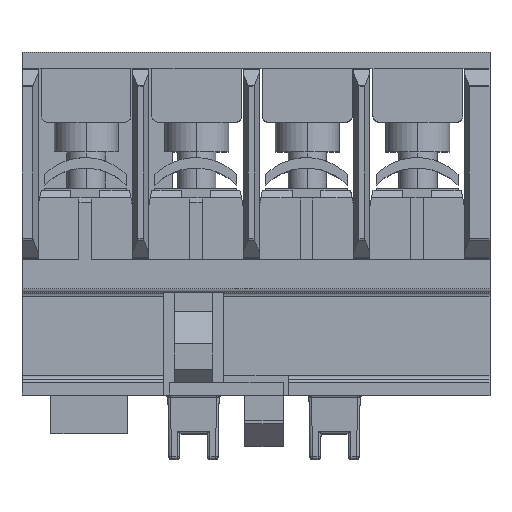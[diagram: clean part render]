
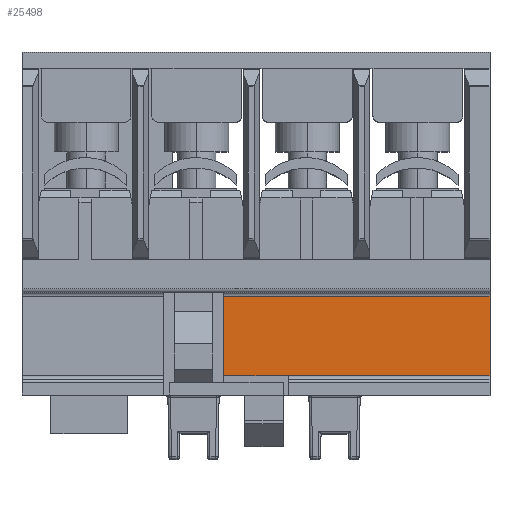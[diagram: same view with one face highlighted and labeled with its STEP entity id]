
A CAD part, top view. The second image highlights one B-rep face of the part: STEP entity #25498.
In plain terms, the highlighted planar face has unit normal (0, 0, 1).
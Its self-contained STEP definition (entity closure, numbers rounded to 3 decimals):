
#1097 = LINE ( 'NONE', #24461, #20875 ) ;
#2174 = DIRECTION ( 'NONE',  ( 0., -1., 0. ) ) ;
#3119 = EDGE_CURVE ( 'NONE', #32669, #26249, #39308, .T. ) ;
#4608 = DIRECTION ( 'NONE',  ( -1., 0., 0. ) ) ;
#6312 = VECTOR ( 'NONE', #35780, 1000. ) ;
#7347 = EDGE_CURVE ( 'NONE', #32669, #42455, #12049, .T. ) ;
#9665 = ORIENTED_EDGE ( 'NONE', *, *, #3119, .T. ) ;
#9731 = CARTESIAN_POINT ( 'NONE',  ( 18.25, -6.476, 12.8 ) ) ;
#9763 = CARTESIAN_POINT ( 'NONE',  ( -2.5, -6.476, 12.8 ) ) ;
#10110 = FACE_OUTER_BOUND ( 'NONE', #33752, .T. ) ;
#10149 = CARTESIAN_POINT ( 'NONE',  ( 18.25, -0.276, 12.8 ) ) ;
#10269 = CARTESIAN_POINT ( 'NONE',  ( 18.25, -0.276, 12.8 ) ) ;
#12049 = LINE ( 'NONE', #12413, #30724 ) ;
#12413 = CARTESIAN_POINT ( 'NONE',  ( 18.25, -0.276, 12.8 ) ) ;
#12793 = ORIENTED_EDGE ( 'NONE', *, *, #17254, .F. ) ;
#12921 = AXIS2_PLACEMENT_3D ( 'NONE', #10149, #36196, #13894 ) ;
#13894 = DIRECTION ( 'NONE',  ( -1., 0., 0. ) ) ;
#16320 = EDGE_CURVE ( 'NONE', #42455, #20710, #34847, .T. ) ;
#17254 = EDGE_CURVE ( 'NONE', #20710, #44013, #29516, .T. ) ;
#20710 = VERTEX_POINT ( 'NONE', #41560 ) ;
#20875 = VECTOR ( 'NONE', #2174, 1000. ) ;
#23782 = DIRECTION ( 'NONE',  ( 0., -1., 0. ) ) ;
#23783 = EDGE_CURVE ( 'NONE', #26249, #44013, #1097, .T. ) ;
#24461 = CARTESIAN_POINT ( 'NONE',  ( -2.5, -0.276, 12.8 ) ) ;
#25396 = DIRECTION ( 'NONE',  ( -1., 0., 0. ) ) ;
#25498 = ADVANCED_FACE ( 'NONE', ( #10110 ), #39770, .F. ) ;
#26249 = VERTEX_POINT ( 'NONE', #40491 ) ;
#29236 = ORIENTED_EDGE ( 'NONE', *, *, #7347, .F. ) ;
#29516 = LINE ( 'NONE', #42176, #38231 ) ;
#30724 = VECTOR ( 'NONE', #23782, 1000. ) ;
#30769 = CARTESIAN_POINT ( 'NONE',  ( 18.25, -0.276, 12.8 ) ) ;
#32558 = CARTESIAN_POINT ( 'NONE',  ( 18.25, -6.476, 12.8 ) ) ;
#32669 = VERTEX_POINT ( 'NONE', #30769 ) ;
#33752 = EDGE_LOOP ( 'NONE', ( #9665, #47831, #12793, #37266, #29236 ) ) ;
#34847 = LINE ( 'NONE', #9731, #6312 ) ;
#35780 = DIRECTION ( 'NONE',  ( -1., 0., 0. ) ) ;
#36196 = DIRECTION ( 'NONE',  ( 0., 0., -1. ) ) ;
#37266 = ORIENTED_EDGE ( 'NONE', *, *, #16320, .F. ) ;
#38231 = VECTOR ( 'NONE', #4608, 1000. ) ;
#39308 = LINE ( 'NONE', #10269, #46831 ) ;
#39770 = PLANE ( 'NONE',  #12921 ) ;
#40491 = CARTESIAN_POINT ( 'NONE',  ( -2.5, -0.276, 12.8 ) ) ;
#41560 = CARTESIAN_POINT ( 'NONE',  ( 2.5, -6.476, 12.8 ) ) ;
#42176 = CARTESIAN_POINT ( 'NONE',  ( 18.25, -6.476, 12.8 ) ) ;
#42455 = VERTEX_POINT ( 'NONE', #32558 ) ;
#44013 = VERTEX_POINT ( 'NONE', #9763 ) ;
#46831 = VECTOR ( 'NONE', #25396, 1000. ) ;
#47831 = ORIENTED_EDGE ( 'NONE', *, *, #23783, .T. ) ;
